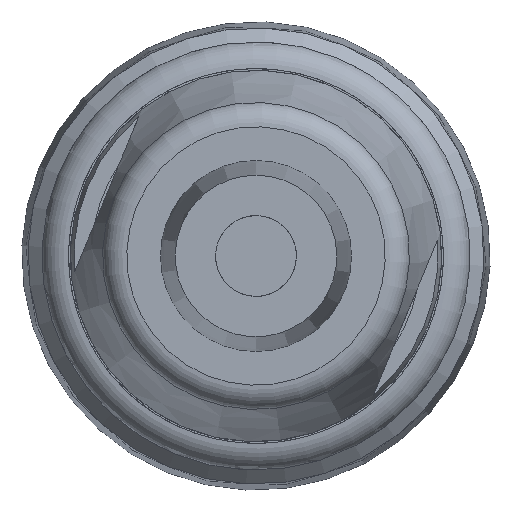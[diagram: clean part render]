
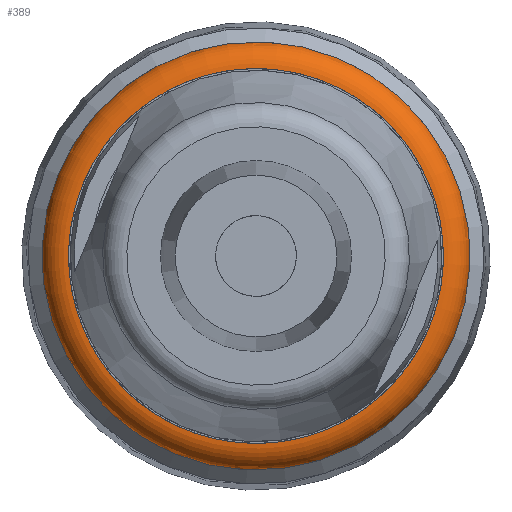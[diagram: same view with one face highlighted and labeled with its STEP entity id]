
A CAD part, left-side view. The second image highlights one B-rep face of the part: STEP entity #389.
In plain terms, the highlighted toroidal (fillet/blend) face has major radius 11.595 mm and minor radius 1.655 mm.
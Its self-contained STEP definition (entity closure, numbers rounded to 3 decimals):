
#264=TOROIDAL_SURFACE('',#1289,11.595,1.655);
#313=FACE_BOUND('',#589,.T.);
#314=FACE_BOUND('',#590,.T.);
#389=ADVANCED_FACE('',(#313,#314),#264,.T.);
#589=EDGE_LOOP('',(#713));
#590=EDGE_LOOP('',(#714));
#713=ORIENTED_EDGE('',*,*,#1090,.F.);
#714=ORIENTED_EDGE('',*,*,#1091,.T.);
#990=VERTEX_POINT('',#1964);
#991=VERTEX_POINT('',#1967);
#1090=EDGE_CURVE('',#990,#990,#1229,.T.);
#1091=EDGE_CURVE('',#991,#991,#1230,.T.);
#1229=CIRCLE('',#1286,13.25);
#1230=CIRCLE('',#1288,11.6);
#1286=AXIS2_PLACEMENT_3D('',#1963,#1442,#1443);
#1288=AXIS2_PLACEMENT_3D('',#1966,#1446,#1447);
#1289=AXIS2_PLACEMENT_3D('',#1968,#1448,#1449);
#1442=DIRECTION('',(1.,0.,0.));
#1443=DIRECTION('',(0.,0.924,0.382));
#1446=DIRECTION('',(1.,0.,0.));
#1447=DIRECTION('',(0.,-0.924,-0.382));
#1448=DIRECTION('',(-1.,0.,0.));
#1449=DIRECTION('',(0.,0.924,0.382));
#1963=CARTESIAN_POINT('',(-23.945,0.,0.));
#1964=CARTESIAN_POINT('',(-23.945,12.246,5.06));
#1966=CARTESIAN_POINT('',(-25.6,0.,0.));
#1967=CARTESIAN_POINT('',(-25.6,-10.721,-4.429));
#1968=CARTESIAN_POINT('',(-23.945,0.,0.));
